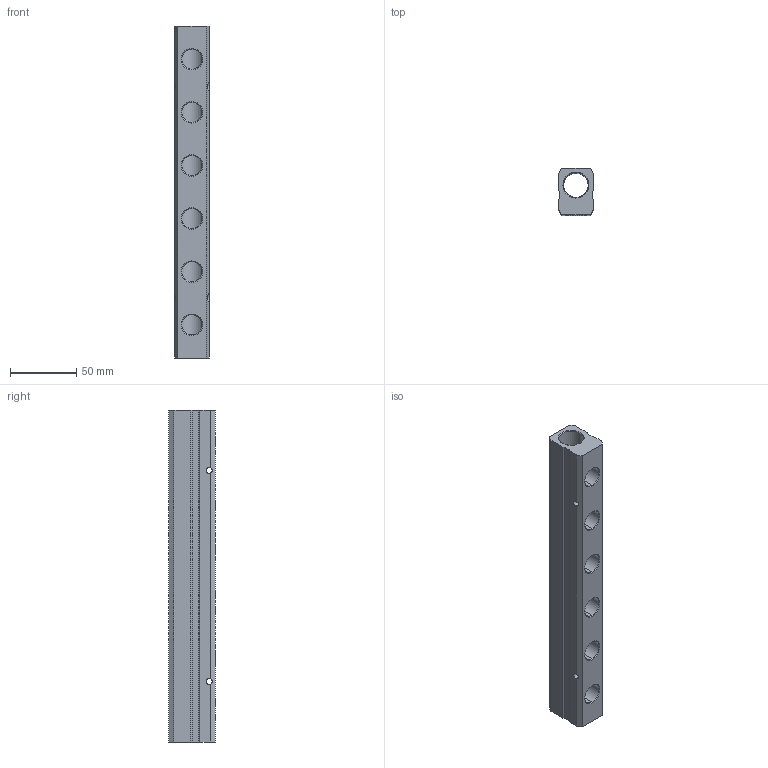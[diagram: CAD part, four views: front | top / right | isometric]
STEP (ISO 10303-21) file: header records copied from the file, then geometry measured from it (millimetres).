
FILE_DESCRIPTION (( 'STEP AP214' ), '1' );
FILE_NAME ('DRF.2F04.6F03.STEP', '2018-09-03T09:04:55', ( '' ), ( '' ), 'SwSTEP 2.0', 'SolidWorks 2018', '' );
FILE_SCHEMA (( 'AUTOMOTIVE_DESIGN' ));
Length unit declared in the file: millimetre
Products named in the file (1): DRF.2F04.6F03
Bounding box: 26.2 x 35 x 250 mm (x, y, z)
Volume: 138146.6 mm3; surface area: 47745.6 mm2
Topology: 1 solids, 1 shells, 58 faces, 158 edges, 100 vertices
Faces by surface type: cylinder 22, plane 20, cone 16
Entity records: 2602 total; most frequent: CARTESIAN_POINT 905, ORIENTED_EDGE 316, DIRECTION 312, EDGE_CURVE 158, AXIS2_PLACEMENT_3D 111, VERTEX_POINT 100, VECTOR 90, LINE 90
